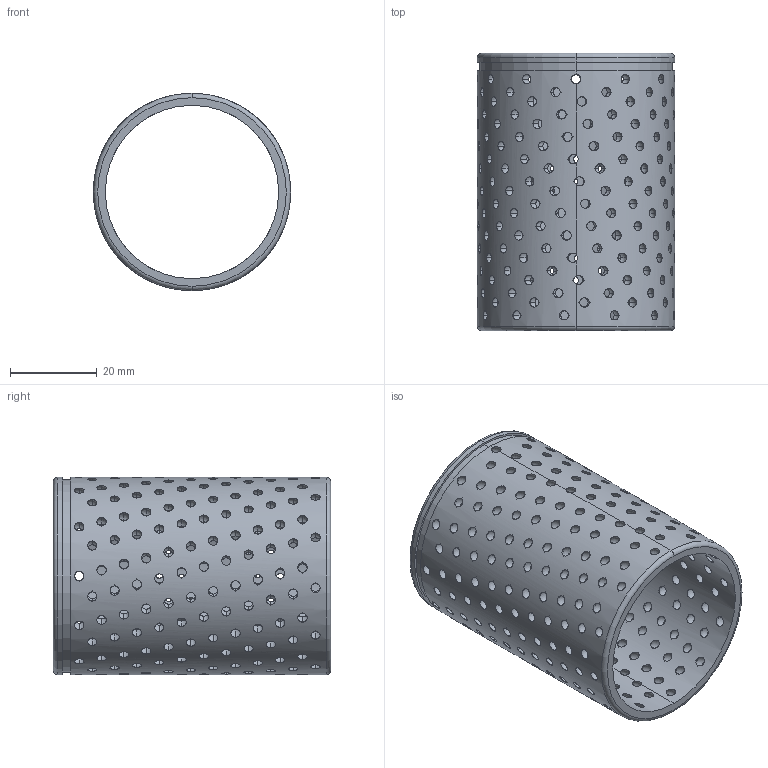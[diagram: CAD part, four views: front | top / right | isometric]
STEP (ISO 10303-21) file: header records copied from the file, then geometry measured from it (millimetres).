
FILE_DESCRIPTION (( 'STEP AP214' ), '1' );
FILE_NAME ('683QM-D40-L64.STEP', '2021-10-30T01:02:30', ( '' ), ( '' ), 'SwSTEP 2.0', 'SolidWorks 2016', '' );
FILE_SCHEMA (( 'AUTOMOTIVE_DESIGN' ));
Length unit declared in the file: millimetre
Products named in the file (2): 683QM-D40-L64
Bounding box: 45.5 x 64 x 45.5 mm (x, y, z)
Volume: 17894.6 mm3; surface area: 23986.3 mm2
Topology: 1 solids, 1 shells, 544 faces, 2997 edges, 1910 vertices
Faces by surface type: sphere 528, cylinder 8, torus 4, plane 4
Entity records: 35705 total; most frequent: CARTESIAN_POINT 21281, ORIENTED_EDGE 3352, DIRECTION 2224, EDGE_CURVE 1676, VERTEX_POINT 1116, AXIS2_PLACEMENT_3D 1098, B_SPLINE_CURVE_WITH_KNOTS 1097, EDGE_LOOP 1056
